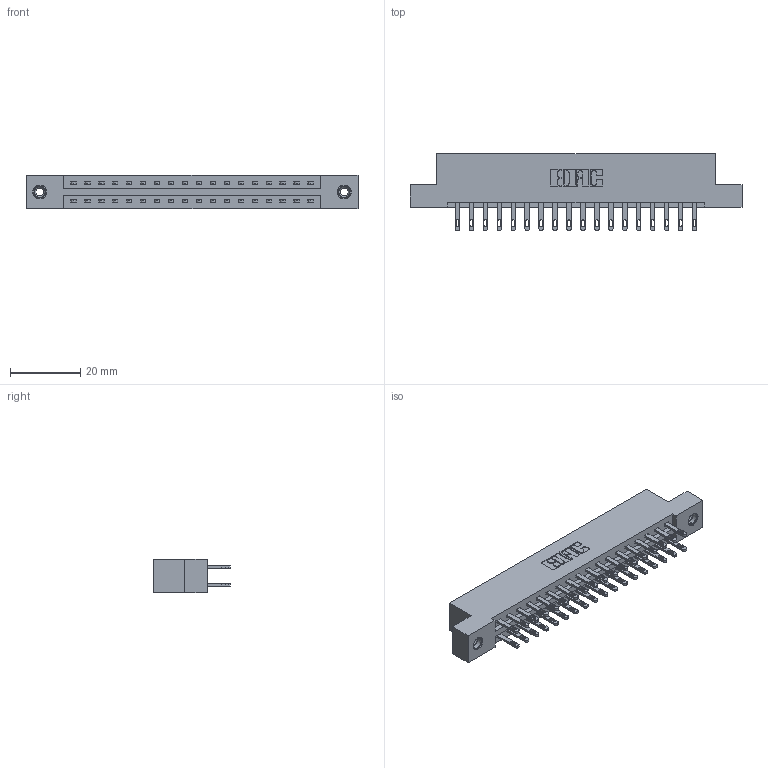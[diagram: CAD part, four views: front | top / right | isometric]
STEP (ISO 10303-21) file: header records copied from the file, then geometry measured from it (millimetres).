
FILE_DESCRIPTION (( 'STEP AP203' ), '1' );
FILE_NAME ('337-036-500-208.STEP', '2018-08-07T21:24:36', ( '' ), ( '' ), 'SwSTEP 2.0', 'SolidWorks 2016', '' );
FILE_SCHEMA (( 'CONFIG_CONTROL_DESIGN' ));
Length unit declared in the file: inch
Products named in the file (4): 337 Part_Flush Mounting Lugs - 0.156 Dia-TI; 345-292-001_345-293-100; 345-250-001_345-250-003-102; 337-036-500-208
Assembly tree (39 placements, depth 2):
  337-036-500-208
    337 Part_Flush Mounting Lugs - 0.156 Dia-TI
    345-292-001_345-293-100  x36
    345-250-001_345-250-003-102  x2
Bounding box: 94.34 x 21.85 x 9.4 mm (x, y, z)
Volume: 9725.9 mm3; surface area: 11185.4 mm2
Topology: 39 solids, 39 shells, 1974 faces, 5955 edges, 3962 vertices
Faces by surface type: plane 1254, cylinder 704, cone 12, torus 4
Entity records: 18176 total; most frequent: CARTESIAN_POINT 3061, ORIENTED_EDGE 2990, DIRECTION 2681, EDGE_CURVE 1495, LINE 1343, VECTOR 1343, VERTEX_POINT 992, AXIS2_PLACEMENT_3D 669
